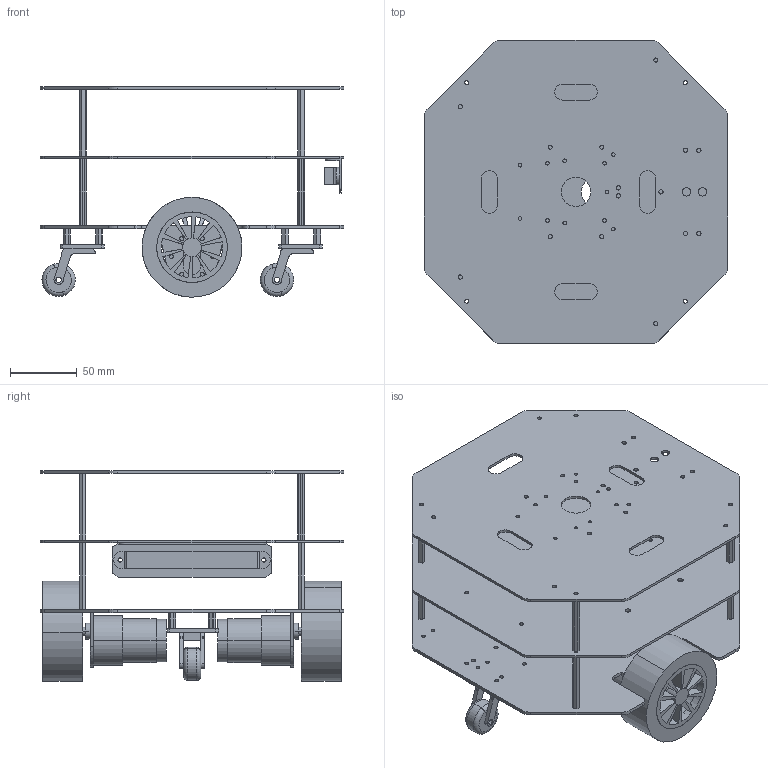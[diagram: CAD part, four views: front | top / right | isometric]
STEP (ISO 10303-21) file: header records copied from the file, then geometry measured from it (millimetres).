
FILE_DESCRIPTION (( 'STEP AP214' ), '1' );
FILE_NAME ('R20-TWD×°ÅäÌåV1.STEP', '2023-04-11T07:57:43', ( '' ), ( '' ), 'SwSTEP 2.0', 'SolidWorks 2022', '' );
FILE_SCHEMA (( 'AUTOMOTIVE_DESIGN' ));
Length unit declared in the file: millimetre
Products named in the file (19): 六角联轴器; R20-B-TWD中部板-V1.0; 1寸万向轮装配; R20-TWD装配体V1; 37电机; 电机联轴器装配体; 轮胎; 轮毂; 75胶轮; RGB彩灯固定件V1.0; M3x12铜柱双通; R20-D-TWD前部装饰件2-V1.0; R20-A-TWD底盘-V1.0; M3x50铜柱镀锌双通; 1寸万向轮-安装板; 1寸万向轮-轮子支架; M3x45铜柱镀锌双通; R20-C-TWD顶部板-V1.0; 1寸万向轮-轮子
Assembly tree (34 placements, depth 3):
  R20-TWD装配体V1
    R20-A-TWD底盘-V1.0
    电机联轴器装配体  x2
      37电机
      六角联轴器
    75胶轮  x2
      轮毂
      轮胎
    1寸万向轮装配  x2
      1寸万向轮-安装板
      1寸万向轮-轮子支架
      1寸万向轮-轮子
    M3x12铜柱双通  x8
    M3x45铜柱镀锌双通  x4
    M3x50铜柱镀锌双通  x4
    R20-B-TWD中部板-V1.0
    R20-C-TWD顶部板-V1.0
    R20-D-TWD前部装饰件2-V1.0
    RGB彩灯固定件V1.0
Bounding box: 228 x 228 x 158 mm (x, y, z)
Volume: 598823.7 mm3; surface area: 400442.6 mm2
Topology: 35 solids, 35 shells, 880 faces, 2360 edges, 1552 vertices
Faces by surface type: cylinder 486, plane 382, torus 12
Entity records: 20343 total; most frequent: DIRECTION 3598, CARTESIAN_POINT 3371, ORIENTED_EDGE 3194, EDGE_CURVE 1597, AXIS2_PLACEMENT_3D 1394, VERTEX_POINT 1053, EDGE_LOOP 844, VECTOR 810
